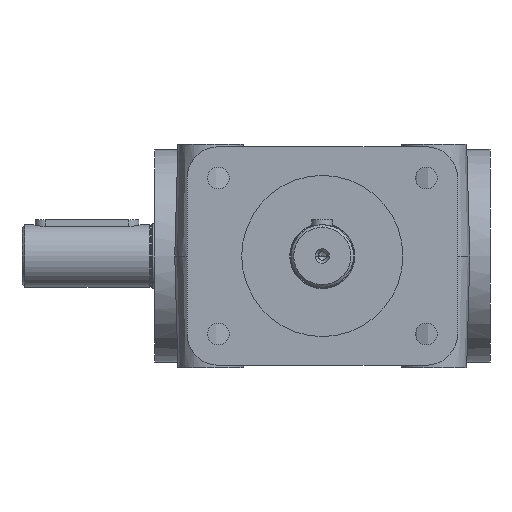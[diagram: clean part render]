
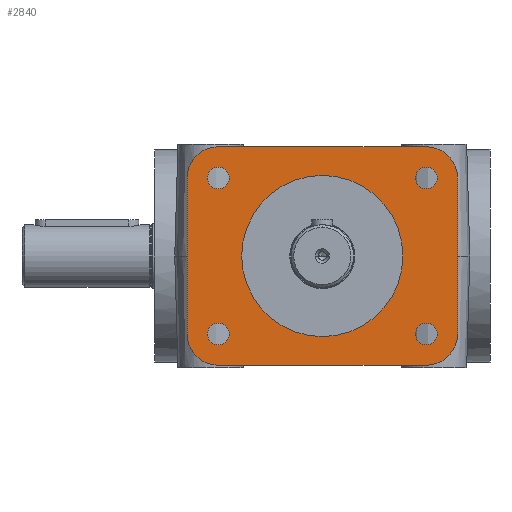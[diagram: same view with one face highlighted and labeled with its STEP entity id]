
A CAD part, front view. The second image highlights one B-rep face of the part: STEP entity #2840.
In plain terms, the highlighted planar face has unit normal (0, -1, 0).
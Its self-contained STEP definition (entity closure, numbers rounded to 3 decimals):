
#2840=ADVANCED_FACE('',(#5763,#5764,#5765,#5766,#5767,#5768),#5769,.F.);
#5763=FACE_OUTER_BOUND('',#9100,.T.);
#5764=FACE_BOUND('',#9101,.T.);
#5765=FACE_BOUND('',#9102,.T.);
#5766=FACE_BOUND('',#9103,.T.);
#5767=FACE_BOUND('',#9104,.T.);
#5768=FACE_BOUND('',#9105,.T.);
#5769=PLANE('',#9106);
#9100=EDGE_LOOP('',(#23576,#23577,#23578,#23579,#23580,#23581,#23582,#23583));
#9101=EDGE_LOOP('',(#23584,#23585,#23586));
#9102=EDGE_LOOP('',(#23587,#23588,#23589));
#9103=EDGE_LOOP('',(#23590,#23591,#23592));
#9104=EDGE_LOOP('',(#23593,#23594,#23595));
#9105=EDGE_LOOP('',(#23596,#23597));
#9106=AXIS2_PLACEMENT_3D('',#23598,#23599,#23600);
#23576=ORIENTED_EDGE('',*,*,#27700,.T.);
#23577=ORIENTED_EDGE('',*,*,#27696,.T.);
#23578=ORIENTED_EDGE('',*,*,#27692,.T.);
#23579=ORIENTED_EDGE('',*,*,#27688,.T.);
#23580=ORIENTED_EDGE('',*,*,#27684,.T.);
#23581=ORIENTED_EDGE('',*,*,#27680,.T.);
#23582=ORIENTED_EDGE('',*,*,#27676,.T.);
#23583=ORIENTED_EDGE('',*,*,#27671,.T.);
#23584=ORIENTED_EDGE('',*,*,#27705,.F.);
#23585=ORIENTED_EDGE('',*,*,#27706,.F.);
#23586=ORIENTED_EDGE('',*,*,#24212,.F.);
#23587=ORIENTED_EDGE('',*,*,#27707,.F.);
#23588=ORIENTED_EDGE('',*,*,#27708,.F.);
#23589=ORIENTED_EDGE('',*,*,#24217,.F.);
#23590=ORIENTED_EDGE('',*,*,#27709,.F.);
#23591=ORIENTED_EDGE('',*,*,#27710,.F.);
#23592=ORIENTED_EDGE('',*,*,#24222,.F.);
#23593=ORIENTED_EDGE('',*,*,#27711,.F.);
#23594=ORIENTED_EDGE('',*,*,#27712,.F.);
#23595=ORIENTED_EDGE('',*,*,#24227,.F.);
#23596=ORIENTED_EDGE('',*,*,#27663,.T.);
#23597=ORIENTED_EDGE('',*,*,#24348,.T.);
#23598=CARTESIAN_POINT('',(0.0,-91.0,0.0));
#23599=DIRECTION('',(0.0,1.0,0.0));
#23600=DIRECTION('',(1.0,0.0,-0.0));
#24212=EDGE_CURVE('',#27777,#27773,#27779,.T.);
#24217=EDGE_CURVE('',#27786,#27782,#27788,.T.);
#24222=EDGE_CURVE('',#27795,#27791,#27797,.T.);
#24227=EDGE_CURVE('',#27804,#27800,#27806,.T.);
#24348=EDGE_CURVE('',#28021,#28025,#28027,.T.);
#27663=EDGE_CURVE('',#28025,#28021,#32914,.T.);
#27671=EDGE_CURVE('',#32924,#32925,#32926,.T.);
#27676=EDGE_CURVE('',#32933,#32924,#32934,.T.);
#27680=EDGE_CURVE('',#32939,#32933,#32940,.T.);
#27684=EDGE_CURVE('',#32945,#32939,#32946,.T.);
#27688=EDGE_CURVE('',#32951,#32945,#32952,.T.);
#27692=EDGE_CURVE('',#32957,#32951,#32958,.T.);
#27696=EDGE_CURVE('',#32963,#32957,#32964,.T.);
#27700=EDGE_CURVE('',#32925,#32963,#32969,.T.);
#27705=EDGE_CURVE('',#32974,#27777,#32975,.T.);
#27706=EDGE_CURVE('',#27773,#32974,#32976,.T.);
#27707=EDGE_CURVE('',#32977,#27786,#32978,.T.);
#27708=EDGE_CURVE('',#27782,#32977,#32979,.T.);
#27709=EDGE_CURVE('',#32980,#27795,#32981,.T.);
#27710=EDGE_CURVE('',#27791,#32980,#32982,.T.);
#27711=EDGE_CURVE('',#32983,#27804,#32984,.T.);
#27712=EDGE_CURVE('',#27800,#32983,#32985,.T.);
#27773=VERTEX_POINT('',#33051);
#27777=VERTEX_POINT('',#33056);
#27779=CIRCLE('',#33059,4.188);
#27782=VERTEX_POINT('',#33062);
#27786=VERTEX_POINT('',#33067);
#27788=CIRCLE('',#33070,4.188);
#27791=VERTEX_POINT('',#33073);
#27795=VERTEX_POINT('',#33078);
#27797=CIRCLE('',#33081,4.188);
#27800=VERTEX_POINT('',#33084);
#27804=VERTEX_POINT('',#33089);
#27806=CIRCLE('',#33092,4.188);
#28021=VERTEX_POINT('',#33607);
#28025=VERTEX_POINT('',#33612);
#28027=CIRCLE('',#33615,31.0);
#32914=CIRCLE('',#54019,31.0);
#32924=VERTEX_POINT('',#54029);
#32925=VERTEX_POINT('',#54030);
#32926=LINE('',#54031,#54032);
#32933=VERTEX_POINT('',#54042);
#32934=CIRCLE('',#54043,12.0);
#32939=VERTEX_POINT('',#54049);
#32940=LINE('',#54050,#54051);
#32945=VERTEX_POINT('',#54058);
#32946=CIRCLE('',#54059,12.0);
#32951=VERTEX_POINT('',#54065);
#32952=LINE('',#54066,#54067);
#32957=VERTEX_POINT('',#54074);
#32958=CIRCLE('',#54075,12.0);
#32963=VERTEX_POINT('',#54081);
#32964=LINE('',#54082,#54083);
#32969=CIRCLE('',#54090,12.0);
#32974=VERTEX_POINT('',#54095);
#32975=CIRCLE('',#54096,4.188);
#32976=CIRCLE('',#54097,4.188);
#32977=VERTEX_POINT('',#54098);
#32978=CIRCLE('',#54099,4.188);
#32979=CIRCLE('',#54100,4.188);
#32980=VERTEX_POINT('',#54101);
#32981=CIRCLE('',#54102,4.188);
#32982=CIRCLE('',#54103,4.188);
#32983=VERTEX_POINT('',#54104);
#32984=CIRCLE('',#54105,4.188);
#32985=CIRCLE('',#54106,4.188);
#33051=CARTESIAN_POINT('',(40.0,-91.0,25.812));
#33056=CARTESIAN_POINT('',(40.0,-91.0,34.188));
#33059=AXIS2_PLACEMENT_3D('',#54199,#54200,#54201);
#33062=CARTESIAN_POINT('',(40.0,-91.0,-34.188));
#33067=CARTESIAN_POINT('',(40.0,-91.0,-25.812));
#33070=AXIS2_PLACEMENT_3D('',#54207,#54208,#54209);
#33073=CARTESIAN_POINT('',(-40.0,-91.0,-34.188));
#33078=CARTESIAN_POINT('',(-40.0,-91.0,-25.812));
#33081=AXIS2_PLACEMENT_3D('',#54215,#54216,#54217);
#33084=CARTESIAN_POINT('',(-40.0,-91.0,25.812));
#33089=CARTESIAN_POINT('',(-40.0,-91.0,34.188));
#33092=AXIS2_PLACEMENT_3D('',#54223,#54224,#54225);
#33607=CARTESIAN_POINT('',(0.,-91.0,-31.0));
#33612=CARTESIAN_POINT('',(0.,-91.0,31.0));
#33615=AXIS2_PLACEMENT_3D('',#54401,#54402,#54403);
#54019=AXIS2_PLACEMENT_3D('',#56344,#56345,#56346);
#54029=CARTESIAN_POINT('',(-52.0,-91.0,30.0));
#54030=CARTESIAN_POINT('',(-52.0,-91.0,-30.0));
#54031=CARTESIAN_POINT('',(-52.0,-91.0,30.0));
#54032=VECTOR('',#56359,1000.0);
#54042=CARTESIAN_POINT('',(-40.0,-91.0,42.0));
#54043=AXIS2_PLACEMENT_3D('',#56363,#56364,#56365);
#54049=CARTESIAN_POINT('',(40.0,-91.0,42.0));
#54050=CARTESIAN_POINT('',(40.0,-91.0,42.0));
#54051=VECTOR('',#56370,1000.0);
#54058=CARTESIAN_POINT('',(52.0,-91.0,30.0));
#54059=AXIS2_PLACEMENT_3D('',#56373,#56374,#56375);
#54065=CARTESIAN_POINT('',(52.0,-91.0,-30.0));
#54066=CARTESIAN_POINT('',(52.0,-91.0,-30.0));
#54067=VECTOR('',#56380,1000.0);
#54074=CARTESIAN_POINT('',(40.0,-91.0,-42.0));
#54075=AXIS2_PLACEMENT_3D('',#56383,#56384,#56385);
#54081=CARTESIAN_POINT('',(-40.0,-91.0,-42.0));
#54082=CARTESIAN_POINT('',(-40.0,-91.0,-42.0));
#54083=VECTOR('',#56390,1000.0);
#54090=AXIS2_PLACEMENT_3D('',#56393,#56394,#56395);
#54095=CARTESIAN_POINT('',(44.188,-91.0,30.0));
#54096=AXIS2_PLACEMENT_3D('',#56399,#56400,#56401);
#54097=AXIS2_PLACEMENT_3D('',#56402,#56403,#56404);
#54098=CARTESIAN_POINT('',(44.188,-91.0,-30.0));
#54099=AXIS2_PLACEMENT_3D('',#56405,#56406,#56407);
#54100=AXIS2_PLACEMENT_3D('',#56408,#56409,#56410);
#54101=CARTESIAN_POINT('',(-35.812,-91.0,-30.0));
#54102=AXIS2_PLACEMENT_3D('',#56411,#56412,#56413);
#54103=AXIS2_PLACEMENT_3D('',#56414,#56415,#56416);
#54104=CARTESIAN_POINT('',(-35.812,-91.0,30.0));
#54105=AXIS2_PLACEMENT_3D('',#56417,#56418,#56419);
#54106=AXIS2_PLACEMENT_3D('',#56420,#56421,#56422);
#54199=CARTESIAN_POINT('',(40.0,-91.0,30.0));
#54200=DIRECTION('',(0.0,-1.0,0.0));
#54201=DIRECTION('',(1.0,0.0,0.0));
#54207=CARTESIAN_POINT('',(40.0,-91.0,-30.0));
#54208=DIRECTION('',(0.0,-1.0,0.0));
#54209=DIRECTION('',(1.0,0.0,0.0));
#54215=CARTESIAN_POINT('',(-40.0,-91.0,-30.0));
#54216=DIRECTION('',(0.0,-1.0,0.0));
#54217=DIRECTION('',(1.0,0.0,0.0));
#54223=CARTESIAN_POINT('',(-40.0,-91.0,30.0));
#54224=DIRECTION('',(0.0,-1.0,0.0));
#54225=DIRECTION('',(1.0,0.0,0.0));
#54401=CARTESIAN_POINT('',(0.,-91.0,0.0));
#54402=DIRECTION('',(0.0,1.0,0.0));
#54403=DIRECTION('',(0.0,0.0,1.0));
#56344=CARTESIAN_POINT('',(0.,-91.0,0.0));
#56345=DIRECTION('',(0.0,1.0,0.0));
#56346=DIRECTION('',(0.0,0.0,1.0));
#56359=DIRECTION('',(0.0,0.0,-1.0));
#56363=CARTESIAN_POINT('',(-40.0,-91.0,30.0));
#56364=DIRECTION('',(0.0,-1.0,0.0));
#56365=DIRECTION('',(1.0,0.0,0.0));
#56370=DIRECTION('',(-1.0,0.0,0.0));
#56373=CARTESIAN_POINT('',(40.0,-91.0,30.0));
#56374=DIRECTION('',(0.0,-1.0,0.0));
#56375=DIRECTION('',(1.0,0.0,0.0));
#56380=DIRECTION('',(0.0,0.0,1.0));
#56383=CARTESIAN_POINT('',(40.0,-91.0,-30.0));
#56384=DIRECTION('',(0.0,-1.0,0.0));
#56385=DIRECTION('',(-1.0,0.0,0.0));
#56390=DIRECTION('',(1.0,0.0,0.0));
#56393=CARTESIAN_POINT('',(-40.0,-91.0,-30.0));
#56394=DIRECTION('',(0.0,-1.0,0.0));
#56395=DIRECTION('',(1.0,0.0,0.0));
#56399=CARTESIAN_POINT('',(40.0,-91.0,30.0));
#56400=DIRECTION('',(0.0,-1.0,0.0));
#56401=DIRECTION('',(1.0,0.0,0.0));
#56402=CARTESIAN_POINT('',(40.0,-91.0,30.0));
#56403=DIRECTION('',(0.0,-1.0,0.0));
#56404=DIRECTION('',(1.0,0.0,0.0));
#56405=CARTESIAN_POINT('',(40.0,-91.0,-30.0));
#56406=DIRECTION('',(0.0,-1.0,0.0));
#56407=DIRECTION('',(1.0,0.0,0.0));
#56408=CARTESIAN_POINT('',(40.0,-91.0,-30.0));
#56409=DIRECTION('',(0.0,-1.0,0.0));
#56410=DIRECTION('',(1.0,0.0,0.0));
#56411=CARTESIAN_POINT('',(-40.0,-91.0,-30.0));
#56412=DIRECTION('',(0.0,-1.0,0.0));
#56413=DIRECTION('',(1.0,0.0,0.0));
#56414=CARTESIAN_POINT('',(-40.0,-91.0,-30.0));
#56415=DIRECTION('',(0.0,-1.0,0.0));
#56416=DIRECTION('',(1.0,0.0,0.0));
#56417=CARTESIAN_POINT('',(-40.0,-91.0,30.0));
#56418=DIRECTION('',(0.0,-1.0,0.0));
#56419=DIRECTION('',(1.0,0.0,0.0));
#56420=CARTESIAN_POINT('',(-40.0,-91.0,30.0));
#56421=DIRECTION('',(0.0,-1.0,0.0));
#56422=DIRECTION('',(1.0,0.0,0.0));
